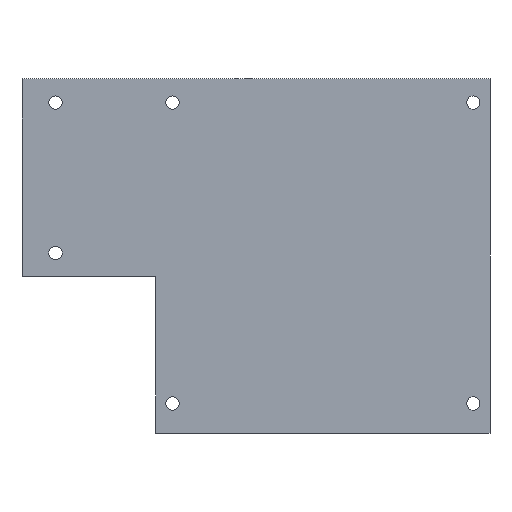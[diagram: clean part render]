
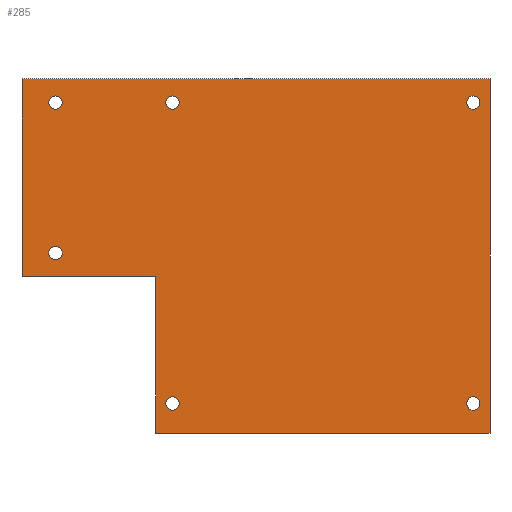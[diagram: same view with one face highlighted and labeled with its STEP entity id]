
A CAD part, left-side view. The second image highlights one B-rep face of the part: STEP entity #285.
In plain terms, the highlighted planar face has unit normal (-1, 0, 0).
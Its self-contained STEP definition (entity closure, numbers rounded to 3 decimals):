
#15=FACE_BOUND('',#62,.T.);
#16=FACE_BOUND('',#63,.T.);
#17=FACE_BOUND('',#64,.T.);
#18=FACE_BOUND('',#65,.T.);
#19=FACE_BOUND('',#66,.T.);
#20=FACE_BOUND('',#67,.T.);
#33=PLANE('',#325);
#47=FACE_OUTER_BOUND('',#61,.T.);
#61=EDGE_LOOP('',(#243,#244,#245,#246,#247,#248));
#62=EDGE_LOOP('',(#249));
#63=EDGE_LOOP('',(#250));
#64=EDGE_LOOP('',(#251));
#65=EDGE_LOOP('',(#252));
#66=EDGE_LOOP('',(#253));
#67=EDGE_LOOP('',(#254));
#83=LINE('',#449,#107);
#86=LINE('',#455,#110);
#89=LINE('',#461,#113);
#92=LINE('',#467,#116);
#95=LINE('',#473,#119);
#98=LINE('',#477,#122);
#107=VECTOR('',#375,10.);
#110=VECTOR('',#380,10.);
#113=VECTOR('',#385,10.);
#116=VECTOR('',#390,10.);
#119=VECTOR('',#395,10.);
#122=VECTOR('',#400,10.);
#123=CIRCLE('',#302,2.);
#125=CIRCLE('',#305,2.);
#127=CIRCLE('',#308,2.);
#129=CIRCLE('',#311,2.);
#131=CIRCLE('',#314,2.);
#133=CIRCLE('',#317,2.);
#135=VERTEX_POINT('',#407);
#137=VERTEX_POINT('',#413);
#139=VERTEX_POINT('',#419);
#141=VERTEX_POINT('',#425);
#143=VERTEX_POINT('',#431);
#145=VERTEX_POINT('',#437);
#149=VERTEX_POINT('',#446);
#150=VERTEX_POINT('',#448);
#152=VERTEX_POINT('',#454);
#154=VERTEX_POINT('',#460);
#156=VERTEX_POINT('',#466);
#158=VERTEX_POINT('',#472);
#159=EDGE_CURVE('',#135,#135,#123,.T.);
#162=EDGE_CURVE('',#137,#137,#125,.T.);
#165=EDGE_CURVE('',#139,#139,#127,.T.);
#168=EDGE_CURVE('',#141,#141,#129,.T.);
#171=EDGE_CURVE('',#143,#143,#131,.T.);
#174=EDGE_CURVE('',#145,#145,#133,.T.);
#179=EDGE_CURVE('',#150,#149,#83,.T.);
#182=EDGE_CURVE('',#152,#150,#86,.T.);
#185=EDGE_CURVE('',#154,#152,#89,.T.);
#188=EDGE_CURVE('',#156,#154,#92,.T.);
#191=EDGE_CURVE('',#158,#156,#95,.T.);
#194=EDGE_CURVE('',#149,#158,#98,.T.);
#243=ORIENTED_EDGE('',*,*,#194,.T.);
#244=ORIENTED_EDGE('',*,*,#191,.T.);
#245=ORIENTED_EDGE('',*,*,#188,.T.);
#246=ORIENTED_EDGE('',*,*,#185,.T.);
#247=ORIENTED_EDGE('',*,*,#182,.T.);
#248=ORIENTED_EDGE('',*,*,#179,.T.);
#249=ORIENTED_EDGE('',*,*,#174,.T.);
#250=ORIENTED_EDGE('',*,*,#171,.T.);
#251=ORIENTED_EDGE('',*,*,#168,.T.);
#252=ORIENTED_EDGE('',*,*,#165,.T.);
#253=ORIENTED_EDGE('',*,*,#162,.T.);
#254=ORIENTED_EDGE('',*,*,#159,.T.);
#285=ADVANCED_FACE('',(#47,#15,#16,#17,#18,#19,#20),#33,.T.);
#302=AXIS2_PLACEMENT_3D('',#408,#331,#332);
#305=AXIS2_PLACEMENT_3D('',#414,#338,#339);
#308=AXIS2_PLACEMENT_3D('',#420,#345,#346);
#311=AXIS2_PLACEMENT_3D('',#426,#352,#353);
#314=AXIS2_PLACEMENT_3D('',#432,#359,#360);
#317=AXIS2_PLACEMENT_3D('',#438,#366,#367);
#325=AXIS2_PLACEMENT_3D('',#478,#401,#402);
#331=DIRECTION('center_axis',(1.,0.,0.));
#332=DIRECTION('ref_axis',(0.,1.,0.));
#338=DIRECTION('center_axis',(1.,0.,0.));
#339=DIRECTION('ref_axis',(0.,1.,0.));
#345=DIRECTION('center_axis',(1.,0.,0.));
#346=DIRECTION('ref_axis',(0.,1.,0.));
#352=DIRECTION('center_axis',(1.,0.,0.));
#353=DIRECTION('ref_axis',(0.,1.,0.));
#359=DIRECTION('center_axis',(1.,0.,0.));
#360=DIRECTION('ref_axis',(0.,1.,0.));
#366=DIRECTION('center_axis',(1.,0.,0.));
#367=DIRECTION('ref_axis',(0.,1.,0.));
#375=DIRECTION('',(0.,0.,-1.));
#380=DIRECTION('',(0.,-1.,0.));
#385=DIRECTION('',(0.,0.,-1.));
#390=DIRECTION('',(0.,1.,0.));
#395=DIRECTION('',(0.,0.,1.));
#400=DIRECTION('',(0.,-1.,0.));
#401=DIRECTION('center_axis',(-1.,0.,0.));
#402=DIRECTION('ref_axis',(0.,1.,0.));
#407=CARTESIAN_POINT('',(-3.,-17.,110.464));
#408=CARTESIAN_POINT('Origin',(-3.,-15.,110.464));
#413=CARTESIAN_POINT('',(-3.,-107.,20.464));
#414=CARTESIAN_POINT('Origin',(-3.,-105.,20.464));
#419=CARTESIAN_POINT('',(-3.,-107.,110.464));
#420=CARTESIAN_POINT('Origin',(-3.,-105.,110.464));
#425=CARTESIAN_POINT('',(-3.,18.,65.464));
#426=CARTESIAN_POINT('Origin',(-3.,20.,65.464));
#431=CARTESIAN_POINT('',(-3.,18.,110.464));
#432=CARTESIAN_POINT('Origin',(-3.,20.,110.464));
#437=CARTESIAN_POINT('',(-3.,-17.,20.464));
#438=CARTESIAN_POINT('Origin',(-3.,-15.,20.464));
#446=CARTESIAN_POINT('',(-3.,-10.,11.581));
#448=CARTESIAN_POINT('',(-3.,-10.,58.464));
#449=CARTESIAN_POINT('',(-3.,-10.,11.581));
#454=CARTESIAN_POINT('',(-3.,30.,58.464));
#455=CARTESIAN_POINT('',(-3.,-10.,58.464));
#460=CARTESIAN_POINT('',(-3.,30.,117.564));
#461=CARTESIAN_POINT('',(-3.,30.,58.464));
#466=CARTESIAN_POINT('',(-3.,-110.,117.581));
#467=CARTESIAN_POINT('',(-3.,30.,117.564));
#472=CARTESIAN_POINT('',(-3.,-110.,11.581));
#473=CARTESIAN_POINT('',(-3.,-110.,117.581));
#477=CARTESIAN_POINT('',(-3.,-110.,11.581));
#478=CARTESIAN_POINT('Origin',(-3.,-40.,64.581));
